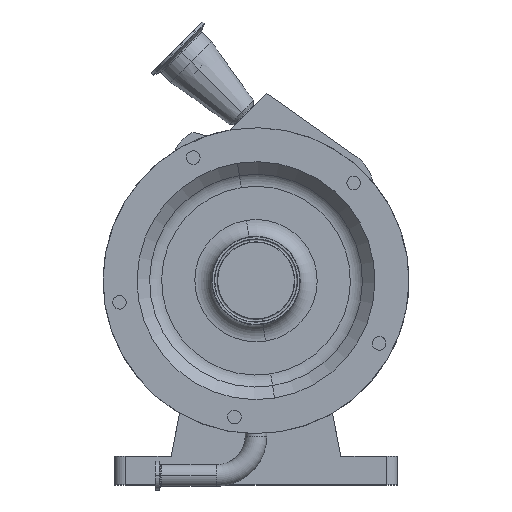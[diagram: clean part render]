
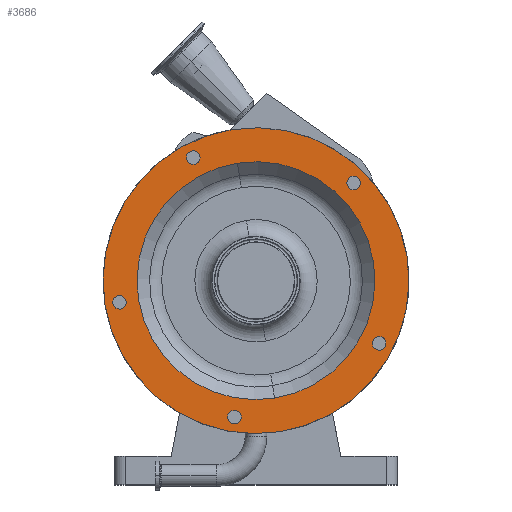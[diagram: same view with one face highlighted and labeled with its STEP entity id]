
A CAD part, top view. The second image highlights one B-rep face of the part: STEP entity #3686.
In plain terms, the highlighted planar face has unit normal (0, 0, 1).
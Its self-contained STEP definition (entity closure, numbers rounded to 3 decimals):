
#1817 = CARTESIAN_POINT ( 'NONE',  ( 21.119, -133.338, 200. ) ) ;
#1879 = CARTESIAN_POINT ( 'NONE',  ( -21.119, 133.338, 200. ) ) ;
#1889 = CIRCLE ( 'NONE', #1925, 135. ) ;
#1900 = DIRECTION ( 'NONE',  ( 0., 0., 1. ) ) ;
#1915 = CARTESIAN_POINT ( 'NONE',  ( 0., 0., 200. ) ) ;
#1925 = AXIS2_PLACEMENT_3D ( 'NONE', #1915, #1900, #1954 ) ;
#1954 = DIRECTION ( 'NONE',  ( -0.156, 0.988, 0. ) ) ;
#2675 = VERTEX_POINT ( 'NONE', #1817 ) ;
#2680 = VERTEX_POINT ( 'NONE', #1879 ) ;
#2681 = EDGE_CURVE ( 'NONE', #2680, #2675, #1889, .T. ) ;
#2779 = VERTEX_POINT ( 'NONE', #8717 ) ;
#2984 = EDGE_CURVE ( 'NONE', #3039, #2989, #9114, .T. ) ;
#2989 = VERTEX_POINT ( 'NONE', #9139 ) ;
#3038 = EDGE_CURVE ( 'NONE', #2779, #3042, #9304, .T. ) ;
#3039 = VERTEX_POINT ( 'NONE', #9212 ) ;
#3042 = VERTEX_POINT ( 'NONE', #9338 ) ;
#3052 = VERTEX_POINT ( 'NONE', #9062 ) ;
#3056 = VERTEX_POINT ( 'NONE', #9166 ) ;
#3069 = VERTEX_POINT ( 'NONE', #9200 ) ;
#3075 = EDGE_CURVE ( 'NONE', #3069, #3217, #9180, .T. ) ;
#3104 = EDGE_CURVE ( 'NONE', #3056, #3200, #9084, .T. ) ;
#3116 = EDGE_CURVE ( 'NONE', #3200, #3056, #9376, .T. ) ;
#3121 = EDGE_CURVE ( 'NONE', #2989, #3039, #9379, .T. ) ;
#3135 = VERTEX_POINT ( 'NONE', #9460 ) ;
#3146 = EDGE_CURVE ( 'NONE', #3052, #3168, #9392, .T. ) ;
#3168 = VERTEX_POINT ( 'NONE', #9438 ) ;
#3198 = EDGE_CURVE ( 'NONE', #3168, #3052, #9532, .T. ) ;
#3200 = VERTEX_POINT ( 'NONE', #9528 ) ;
#3206 = EDGE_CURVE ( 'NONE', #3222, #3135, #9404, .T. ) ;
#3217 = VERTEX_POINT ( 'NONE', #9641 ) ;
#3221 = EDGE_CURVE ( 'NONE', #3135, #3222, #9577, .T. ) ;
#3222 = VERTEX_POINT ( 'NONE', #9546 ) ;
#3623 = EDGE_CURVE ( 'NONE', #3217, #3069, #6465, .T. ) ;
#3672 = EDGE_CURVE ( 'NONE', #2675, #2680, #6564, .T. ) ;
#3676 = ORIENTED_EDGE ( 'NONE', *, *, #3672, .T. ) ;
#3678 = ORIENTED_EDGE ( 'NONE', *, *, #3623, .F. ) ;
#3680 = EDGE_LOOP ( 'NONE', ( #3799, #3676 ) ) ;
#3681 = ORIENTED_EDGE ( 'NONE', *, *, #3075, .F. ) ;
#3683 = EDGE_CURVE ( 'NONE', #3042, #2779, #6563, .T. ) ;
#3684 = EDGE_LOOP ( 'NONE', ( #3687, #3848 ) ) ;
#3686 = ADVANCED_FACE ( 'NONE', ( #6609, #6566, #6605, #6607, #6601, #6600, #6599 ), #6608, .F. ) ;
#3687 = ORIENTED_EDGE ( 'NONE', *, *, #3683, .F. ) ;
#3688 = ORIENTED_EDGE ( 'NONE', *, *, #3116, .F. ) ;
#3689 = ORIENTED_EDGE ( 'NONE', *, *, #3104, .F. ) ;
#3690 = ORIENTED_EDGE ( 'NONE', *, *, #2984, .F. ) ;
#3691 = EDGE_LOOP ( 'NONE', ( #3689, #3688 ) ) ;
#3694 = EDGE_LOOP ( 'NONE', ( #3681, #3678 ) ) ;
#3697 = EDGE_LOOP ( 'NONE', ( #3850, #3800 ) ) ;
#3698 = EDGE_LOOP ( 'NONE', ( #3849, #3690 ) ) ;
#3699 = EDGE_LOOP ( 'NONE', ( #3851, #3847 ) ) ;
#3799 = ORIENTED_EDGE ( 'NONE', *, *, #2681, .T. ) ;
#3800 = ORIENTED_EDGE ( 'NONE', *, *, #3221, .F. ) ;
#3847 = ORIENTED_EDGE ( 'NONE', *, *, #3146, .F. ) ;
#3848 = ORIENTED_EDGE ( 'NONE', *, *, #3038, .F. ) ;
#3849 = ORIENTED_EDGE ( 'NONE', *, *, #3121, .F. ) ;
#3850 = ORIENTED_EDGE ( 'NONE', *, *, #3206, .F. ) ;
#3851 = ORIENTED_EDGE ( 'NONE', *, *, #3198, .F. ) ;
#6454 = AXIS2_PLACEMENT_3D ( 'NONE', #6499, #6484, #6483 ) ;
#6465 = CIRCLE ( 'NONE', #6454, 105. ) ;
#6483 = DIRECTION ( 'NONE',  ( -0.156, 0.988, 0. ) ) ;
#6484 = DIRECTION ( 'NONE',  ( 0., 0., 1. ) ) ;
#6499 = CARTESIAN_POINT ( 'NONE',  ( 0., 0., 200. ) ) ;
#6563 = CIRCLE ( 'NONE', #6604, 6. ) ;
#6564 = CIRCLE ( 'NONE', #6612, 135. ) ;
#6566 = FACE_BOUND ( 'NONE', #3691, .T. ) ;
#6569 = AXIS2_PLACEMENT_3D ( 'NONE', #6572, #6571, #6596 ) ;
#6571 = DIRECTION ( 'NONE',  ( 0., 0., -1. ) ) ;
#6572 = CARTESIAN_POINT ( 'NONE',  ( -38.52, -6.101, 200. ) ) ;
#6578 = CARTESIAN_POINT ( 'NONE',  ( -55.387, 108.703, 200. ) ) ;
#6596 = DIRECTION ( 'NONE',  ( 0.156, -0.988, 0. ) ) ;
#6599 = FACE_BOUND ( 'NONE', #3694, .T. ) ;
#6600 = FACE_OUTER_BOUND ( 'NONE', #3680, .T. ) ;
#6601 = FACE_BOUND ( 'NONE', #3697, .T. ) ;
#6602 = DIRECTION ( 'NONE',  ( 0.891, 0.454, 0. ) ) ;
#6603 = DIRECTION ( 'NONE',  ( 0., 0., 1. ) ) ;
#6604 = AXIS2_PLACEMENT_3D ( 'NONE', #6578, #6603, #6602 ) ;
#6605 = FACE_BOUND ( 'NONE', #3698, .T. ) ;
#6607 = FACE_BOUND ( 'NONE', #3699, .T. ) ;
#6608 = PLANE ( 'NONE',  #6569 ) ;
#6609 = FACE_BOUND ( 'NONE', #3684, .T. ) ;
#6610 = DIRECTION ( 'NONE',  ( -0.156, 0.988, 0. ) ) ;
#6611 = DIRECTION ( 'NONE',  ( 0., 0., 1. ) ) ;
#6612 = AXIS2_PLACEMENT_3D ( 'NONE', #6617, #6611, #6610 ) ;
#6617 = CARTESIAN_POINT ( 'NONE',  ( 0., 0., 200. ) ) ;
#8717 = CARTESIAN_POINT ( 'NONE',  ( -60.733, 105.979, 200. ) ) ;
#9036 = DIRECTION ( 'NONE',  ( -0.454, -0.891, 0. ) ) ;
#9062 = CARTESIAN_POINT ( 'NONE',  ( -13.159, -121.437, 200. ) ) ;
#9077 = AXIS2_PLACEMENT_3D ( 'NONE', #9138, #9137, #9269 ) ;
#9084 = CIRCLE ( 'NONE', #9077, 6. ) ;
#9105 = DIRECTION ( 'NONE',  ( 0., 0., 1. ) ) ;
#9106 = CARTESIAN_POINT ( 'NONE',  ( 108.703, -55.387, 200. ) ) ;
#9113 = AXIS2_PLACEMENT_3D ( 'NONE', #9106, #9105, #9121 ) ;
#9114 = CIRCLE ( 'NONE', #9113, 6. ) ;
#9121 = DIRECTION ( 'NONE',  ( -0.454, -0.891, 0. ) ) ;
#9137 = DIRECTION ( 'NONE',  ( 0., 0., 1. ) ) ;
#9138 = CARTESIAN_POINT ( 'NONE',  ( 86.267, 86.267, 200. ) ) ;
#9139 = CARTESIAN_POINT ( 'NONE',  ( 105.979, -60.733, 200. ) ) ;
#9166 = CARTESIAN_POINT ( 'NONE',  ( 90.51, 82.024, 200. ) ) ;
#9179 = AXIS2_PLACEMENT_3D ( 'NONE', #9190, #9189, #9188 ) ;
#9180 = CIRCLE ( 'NONE', #9179, 105. ) ;
#9188 = DIRECTION ( 'NONE',  ( -0.156, 0.988, 0. ) ) ;
#9189 = DIRECTION ( 'NONE',  ( 0., 0., 1. ) ) ;
#9190 = CARTESIAN_POINT ( 'NONE',  ( 0., 0., 200. ) ) ;
#9200 = CARTESIAN_POINT ( 'NONE',  ( -16.426, 103.707, 200. ) ) ;
#9212 = CARTESIAN_POINT ( 'NONE',  ( 111.427, -50.041, 200. ) ) ;
#9217 = CARTESIAN_POINT ( 'NONE',  ( -55.387, 108.703, 200. ) ) ;
#9268 = CARTESIAN_POINT ( 'NONE',  ( -120.498, -19.085, 200. ) ) ;
#9269 = DIRECTION ( 'NONE',  ( 0.707, -0.707, 0. ) ) ;
#9295 = AXIS2_PLACEMENT_3D ( 'NONE', #9268, #9316, #9366 ) ;
#9304 = CIRCLE ( 'NONE', #9341, 6. ) ;
#9316 = DIRECTION ( 'NONE',  ( 0., 0., 1. ) ) ;
#9338 = CARTESIAN_POINT ( 'NONE',  ( -50.041, 111.427, 200. ) ) ;
#9339 = DIRECTION ( 'NONE',  ( 0.891, 0.454, 0. ) ) ;
#9340 = DIRECTION ( 'NONE',  ( 0., 0., 1. ) ) ;
#9341 = AXIS2_PLACEMENT_3D ( 'NONE', #9217, #9340, #9339 ) ;
#9349 = DIRECTION ( 'NONE',  ( 0., 0., 1. ) ) ;
#9350 = DIRECTION ( 'NONE',  ( 0.707, -0.707, 0. ) ) ;
#9356 = CARTESIAN_POINT ( 'NONE',  ( 86.267, 86.267, 200. ) ) ;
#9363 = CARTESIAN_POINT ( 'NONE',  ( 108.703, -55.387, 200. ) ) ;
#9366 = DIRECTION ( 'NONE',  ( -0.156, 0.988, 0. ) ) ;
#9370 = AXIS2_PLACEMENT_3D ( 'NONE', #9356, #9373, #9350 ) ;
#9373 = DIRECTION ( 'NONE',  ( 0., 0., 1. ) ) ;
#9376 = CIRCLE ( 'NONE', #9370, 6. ) ;
#9379 = CIRCLE ( 'NONE', #9382, 6. ) ;
#9382 = AXIS2_PLACEMENT_3D ( 'NONE', #9363, #9349, #9036 ) ;
#9392 = CIRCLE ( 'NONE', #9468, 6. ) ;
#9400 = DIRECTION ( 'NONE',  ( -0.988, 0.156, 0. ) ) ;
#9404 = CIRCLE ( 'NONE', #9295, 6. ) ;
#9438 = CARTESIAN_POINT ( 'NONE',  ( -25.011, -119.559, 200. ) ) ;
#9460 = CARTESIAN_POINT ( 'NONE',  ( -119.559, -25.011, 200. ) ) ;
#9466 = DIRECTION ( 'NONE',  ( 0., 0., 1. ) ) ;
#9467 = CARTESIAN_POINT ( 'NONE',  ( -19.085, -120.498, 200. ) ) ;
#9468 = AXIS2_PLACEMENT_3D ( 'NONE', #9467, #9466, #9400 ) ;
#9472 = AXIS2_PLACEMENT_3D ( 'NONE', #9530, #9481, #9480 ) ;
#9480 = DIRECTION ( 'NONE',  ( -0.988, 0.156, 0. ) ) ;
#9481 = DIRECTION ( 'NONE',  ( 0., 0., 1. ) ) ;
#9528 = CARTESIAN_POINT ( 'NONE',  ( 82.024, 90.51, 200. ) ) ;
#9530 = CARTESIAN_POINT ( 'NONE',  ( -19.085, -120.498, 200. ) ) ;
#9532 = CIRCLE ( 'NONE', #9472, 6. ) ;
#9546 = CARTESIAN_POINT ( 'NONE',  ( -121.437, -13.159, 200. ) ) ;
#9547 = DIRECTION ( 'NONE',  ( -0.156, 0.988, 0. ) ) ;
#9564 = AXIS2_PLACEMENT_3D ( 'NONE', #9570, #9605, #9547 ) ;
#9570 = CARTESIAN_POINT ( 'NONE',  ( -120.498, -19.085, 200. ) ) ;
#9577 = CIRCLE ( 'NONE', #9564, 6. ) ;
#9605 = DIRECTION ( 'NONE',  ( 0., 0., 1. ) ) ;
#9641 = CARTESIAN_POINT ( 'NONE',  ( 16.426, -103.707, 200. ) ) ;
